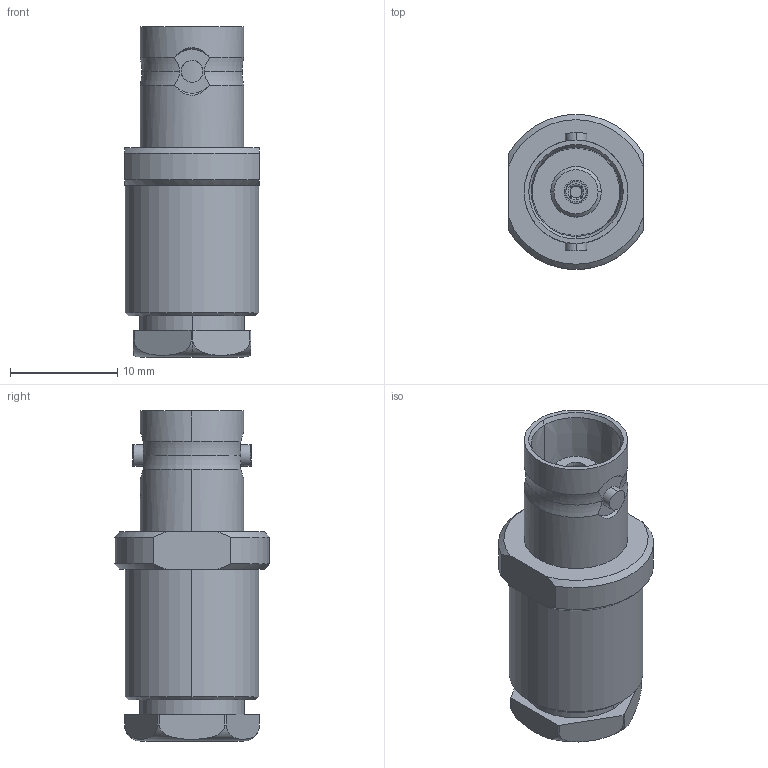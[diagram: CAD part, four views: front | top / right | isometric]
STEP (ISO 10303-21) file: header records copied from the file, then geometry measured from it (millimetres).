
FILE_DESCRIPTION (( 'STEP AP214' ), '1' );
FILE_NAME ('J01001A1226.STEP', '2019-07-03T06:49:08', ( '' ), ( '' ), 'SwSTEP 2.0', 'SolidWorks 2018', '' );
FILE_SCHEMA (( 'AUTOMOTIVE_DESIGN' ));
Length unit declared in the file: millimetre
Products named in the file (1): J01001A1226
Bounding box: 12.6 x 14.45 x 30.85 mm (x, y, z)
Volume: 2876.9 mm3; surface area: 1722.8 mm2
Topology: 1 solids, 1 shells, 139 faces, 339 edges, 220 vertices
Faces by surface type: plane 56, cylinder 45, cone 22, torus 16
Entity records: 5953 total; most frequent: CARTESIAN_POINT 1233, ORIENTED_EDGE 678, DIRECTION 659, EDGE_CURVE 339, AXIS2_PLACEMENT_3D 264, VERTEX_POINT 220, EDGE_LOOP 157, FACE_OUTER_BOUND 139
